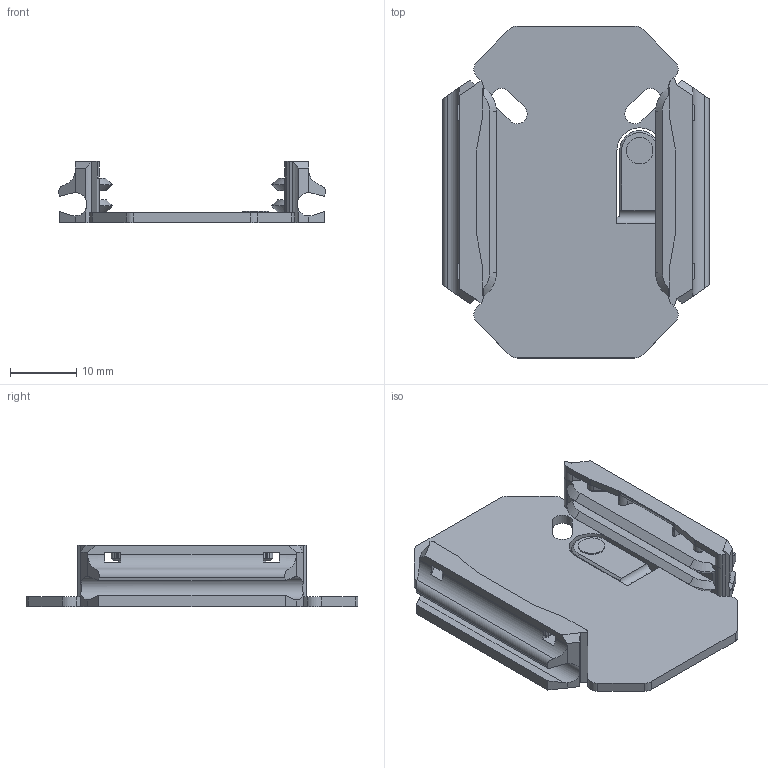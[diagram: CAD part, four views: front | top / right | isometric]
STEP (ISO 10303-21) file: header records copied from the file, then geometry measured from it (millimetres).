
FILE_DESCRIPTION(/* description */ (''),/* implementation_level */ '2;1');
FILE_NAME(/* name */ 'v3.1_VerticalAndDisplay.step',/* time_stamp */ '2024-11-16T18:35:44+03:00',/* author */ (''),/* organization */ (''),/* preprocessor_version */ 'ST-DEVELOPER v20',/* originating_system */ 'Autodesk Translation Framework v13.20.0.188',/* authorisation */ '');
FILE_SCHEMA (('AUTOMOTIVE_DESIGN { 1 0 10303 214 3 1 1 }'));
Length unit declared in the file: millimetre
Products named in the file (1): v3.1
Bounding box: 40.21 x 50 x 9.2 mm (x, y, z)
Volume: 4330.2 mm3; surface area: 6448.4 mm2
Topology: 10 solids, 10 shells, 632 faces, 1732 edges, 1126 vertices
Faces by surface type: plane 346, bspline 162, cylinder 83, cone 41
Full cylindrical faces by diameter (mm): 4 x1
Entity records: 20206 total; most frequent: CARTESIAN_POINT 5075, ORIENTED_EDGE 3464, DIRECTION 2573, EDGE_CURVE 1732, VERTEX_POINT 1126, LINE 1117, VECTOR 1117, AXIS2_PLACEMENT_3D 728
